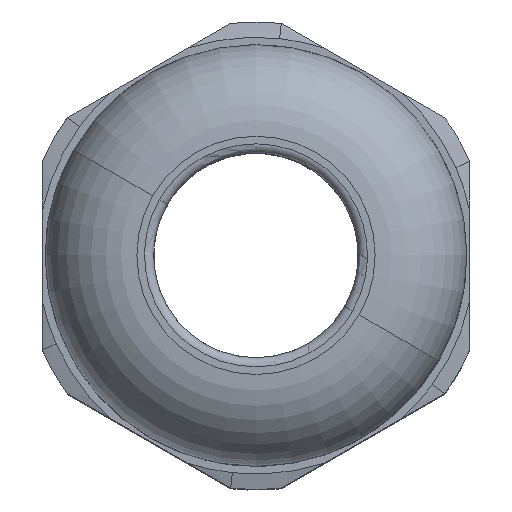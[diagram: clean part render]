
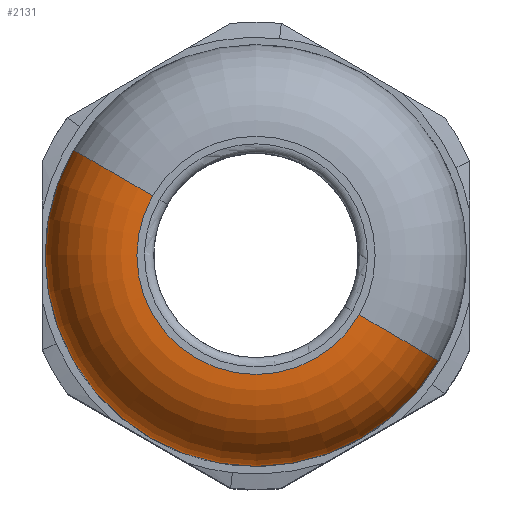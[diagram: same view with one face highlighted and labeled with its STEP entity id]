
A CAD part, top view. The second image highlights one B-rep face of the part: STEP entity #2131.
In plain terms, the highlighted toroidal (fillet/blend) face has major radius 3.9 mm and minor radius 3 mm.
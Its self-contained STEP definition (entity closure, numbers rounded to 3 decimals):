
#2019=AXIS2_PLACEMENT_3D('Circle Axis2P3D',#2017,#2018,$) ;
#2104=AXIS2_PLACEMENT_3D('Torus Axis2P3D',#2101,#2102,#2103) ;
#2108=AXIS2_PLACEMENT_3D('Circle Axis2P3D',#2106,#2107,$) ;
#2115=AXIS2_PLACEMENT_3D('Circle Axis2P3D',#2113,#2114,$) ;
#2122=AXIS2_PLACEMENT_3D('Circle Axis2P3D',#2120,#2121,$) ;
#2014=CARTESIAN_POINT('Vertex',(12.976,4.2,24.587)) ;
#2017=CARTESIAN_POINT('Axis2P3D Location',(7.,7.65,24.587)) ;
#2021=CARTESIAN_POINT('Vertex',(1.024,11.1,24.587)) ;
#2101=CARTESIAN_POINT('Axis2P3D Location',(7.,7.65,24.587)) ;
#2106=CARTESIAN_POINT('Axis2P3D Location',(3.623,9.6,24.587)) ;
#2110=CARTESIAN_POINT('Vertex',(3.623,9.6,27.587)) ;
#2113=CARTESIAN_POINT('Axis2P3D Location',(10.377,5.7,24.587)) ;
#2117=CARTESIAN_POINT('Vertex',(10.377,5.7,27.587)) ;
#2120=CARTESIAN_POINT('Axis2P3D Location',(7.,7.65,27.587)) ;
#2018=DIRECTION('Axis2P3D Direction',(0.,0.,1.)) ;
#2102=DIRECTION('Axis2P3D Direction',(0.,0.,-1.)) ;
#2103=DIRECTION('Axis2P3D XDirection',(0.866,-0.5,0.)) ;
#2107=DIRECTION('Axis2P3D Direction',(-0.5,-0.866,0.)) ;
#2114=DIRECTION('Axis2P3D Direction',(0.5,0.866,0.)) ;
#2121=DIRECTION('Axis2P3D Direction',(0.,0.,-1.)) ;
#2126=ORIENTED_EDGE('',*,*,#2112,.F.) ;
#2127=ORIENTED_EDGE('',*,*,#2023,.T.) ;
#2128=ORIENTED_EDGE('',*,*,#2119,.F.) ;
#2129=ORIENTED_EDGE('',*,*,#2124,.T.) ;
#2131=ADVANCED_FACE('M12_KA_MS\\MANIFOLD_SOLID_BREP #9637',(#2130),#2105,.T.) ;
#2020=CIRCLE('generated circle',#2019,6.9) ;
#2109=CIRCLE('generated circle',#2108,3.) ;
#2116=CIRCLE('generated circle',#2115,3.) ;
#2123=CIRCLE('generated circle',#2122,3.9) ;
#2105=TOROIDAL_SURFACE('homeo Torus',#2104,3.9,3.) ;
#2023=EDGE_CURVE('',#2022,#2015,#2020,.T.) ;
#2112=EDGE_CURVE('',#2022,#2111,#2109,.F.) ;
#2119=EDGE_CURVE('',#2118,#2015,#2116,.T.) ;
#2124=EDGE_CURVE('',#2118,#2111,#2123,.T.) ;
#2125=EDGE_LOOP('',(#2126,#2127,#2128,#2129)) ;
#2130=FACE_OUTER_BOUND('',#2125,.T.) ;
#2015=VERTEX_POINT('',#2014) ;
#2022=VERTEX_POINT('',#2021) ;
#2111=VERTEX_POINT('',#2110) ;
#2118=VERTEX_POINT('',#2117) ;
